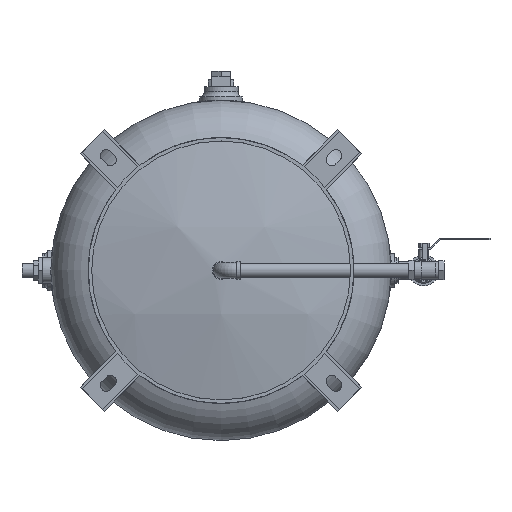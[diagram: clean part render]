
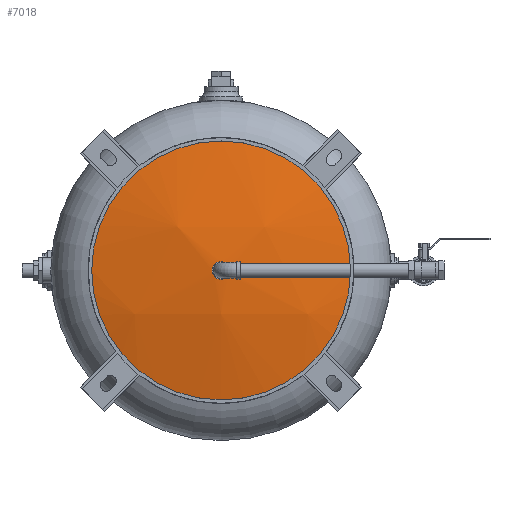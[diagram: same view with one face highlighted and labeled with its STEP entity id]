
A CAD part, front view. The second image highlights one B-rep face of the part: STEP entity #7018.
In plain terms, the highlighted spherical face has radius 736.6 mm.
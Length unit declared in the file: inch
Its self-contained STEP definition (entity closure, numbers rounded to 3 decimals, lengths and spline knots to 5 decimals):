
#14=SPHERICAL_SURFACE('',#7604,29.);
#521=FACE_BOUND('',#1450,.T.);
#919=FACE_OUTER_BOUND('',#1449,.T.);
#1449=EDGE_LOOP('',(#6156));
#1450=EDGE_LOOP('',(#6157));
#2867=CIRCLE('',#7304,0.525);
#2966=CIRCLE('',#7601,7.60769);
#3237=VERTEX_POINT('',#10770);
#3559=VERTEX_POINT('',#12679);
#3977=EDGE_CURVE('',#3237,#3237,#2867,.T.);
#4435=EDGE_CURVE('',#3559,#3559,#2966,.T.);
#6156=ORIENTED_EDGE('',*,*,#4435,.T.);
#6157=ORIENTED_EDGE('',*,*,#3977,.T.);
#7018=ADVANCED_FACE('',(#919,#521),#14,.T.);
#7304=AXIS2_PLACEMENT_3D('',#10771,#8432,#8433);
#7601=AXIS2_PLACEMENT_3D('',#12680,#9358,#9359);
#7604=AXIS2_PLACEMENT_3D('',#12684,#9364,#9365);
#8432=DIRECTION('center_axis',(0.,1.,0.));
#8433=DIRECTION('ref_axis',(1.,0.,0.));
#9358=DIRECTION('center_axis',(0.,-1.,0.));
#9359=DIRECTION('ref_axis',(-1.,0.,0.));
#9364=DIRECTION('center_axis',(0.,0.,1.));
#9365=DIRECTION('ref_axis',(1.,0.,0.));
#10770=CARTESIAN_POINT('',(-0.525,-28.99525,0.));
#10771=CARTESIAN_POINT('Origin',(0.,-28.99525,
0.));
#12679=CARTESIAN_POINT('',(7.60769,-27.98434,0.));
#12680=CARTESIAN_POINT('Origin',(0.,-27.98434,
0.));
#12684=CARTESIAN_POINT('Origin',(0.,0.,0.));
